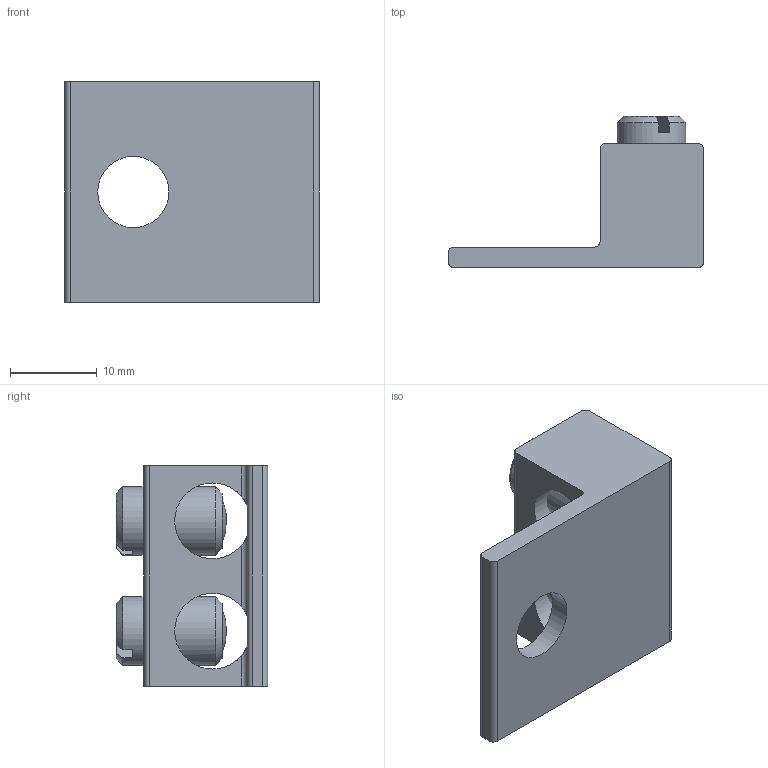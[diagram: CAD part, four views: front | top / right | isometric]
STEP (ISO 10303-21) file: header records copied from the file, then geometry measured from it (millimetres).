
FILE_DESCRIPTION(/* description */ (''),/* implementation_level */ '2;1');
FILE_NAME(/* name */ '2S2-Assembly.stp',/* time_stamp */ '2015-10-09T13:36:31-04:00',/* author */ ('cridley'),/* organization */ (''),/* preprocessor_version */ 'ST-DEVELOPER v15.6',/* originating_system */ 'Autodesk Inventor 2015',/* authorisation */ '');
FILE_SCHEMA (('CONFIG_CONTROL_DESIGN'));
Length unit declared in the file: inch
Products named in the file (3): 2S2; 12786; 2S2-Assembly
Assembly tree (3 placements, depth 2):
  2S2-Assembly
    2S2
    12786  x2
Bounding box: 29.36 x 17.45 x 25.4 mm (x, y, z)
Volume: 4651.7 mm3; surface area: 3790.3 mm2
Topology: 3 solids, 3 shells, 55 faces, 144 edges, 95 vertices
Faces by surface type: plane 20, cylinder 17, cone 16, sphere 2
Full cylindrical faces by diameter (mm): 6.782 x2, 7.925 x2, 8.204 x1, 8.738 x2
Entity records: 1492 total; most frequent: CARTESIAN_POINT 428, DIRECTION 212, ORIENTED_EDGE 186, EDGE_CURVE 93, AXIS2_PLACEMENT_3D 89, EDGE_LOOP 68, VERTEX_POINT 67, FACE_OUTER_BOUND 44
